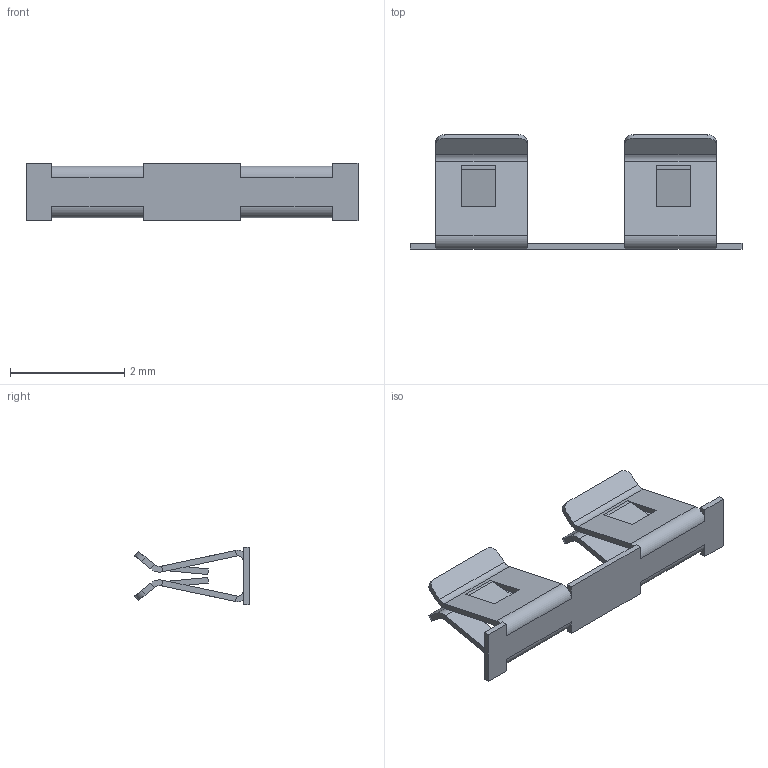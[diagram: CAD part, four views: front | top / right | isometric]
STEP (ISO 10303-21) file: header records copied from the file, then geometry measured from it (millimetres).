
FILE_DESCRIPTION((''),'2;1');
FILE_NAME('S0971-46','2013-08-02T',('sbennett'),(''),'PRO/ENGINEER BY PARAMETRIC TECHNOLOGY CORPORATION, 2013150','PRO/ENGINEER BY PARAMETRIC TECHNOLOGY CORPORATION, 2013150','');
FILE_SCHEMA(('CONFIG_CONTROL_DESIGN'));
Length unit declared in the file: millimetre
Products named in the file (1): S0971-46
Bounding box: 5.8 x 2 x 1 mm (x, y, z)
Volume: 1.8 mm3; surface area: 40.3 mm2
Topology: 1 solids, 1 shells, 158 faces, 372 edges, 216 vertices
Faces by surface type: plane 126, cylinder 32
Entity records: 5577 total; most frequent: DIRECTION 768, CARTESIAN_POINT 746, ORIENTED_EDGE 744, PRESENTATION_STYLE_ASSIGNMENT 373, STYLED_ITEM 373, CURVE_STYLE 372, EDGE_CURVE 372, VECTOR 292
